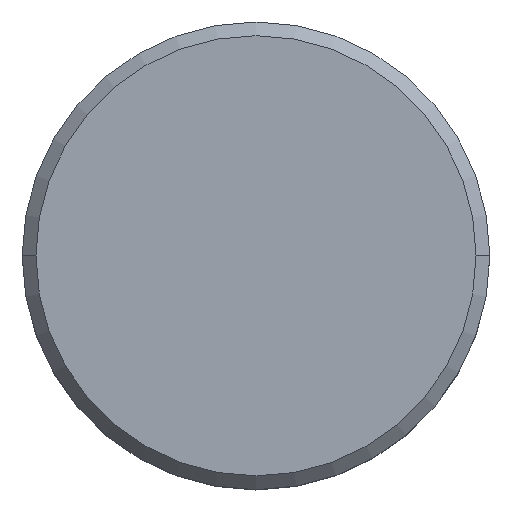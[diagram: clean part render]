
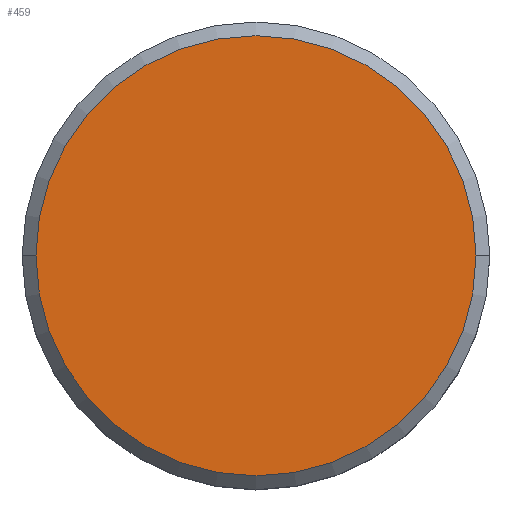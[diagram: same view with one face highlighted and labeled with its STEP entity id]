
A CAD part, top view. The second image highlights one B-rep face of the part: STEP entity #459.
In plain terms, the highlighted planar face has unit normal (0, 0, 1).
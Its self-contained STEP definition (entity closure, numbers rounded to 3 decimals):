
#24 = AXIS2_PLACEMENT_3D ( 'NONE', #455, #145, #466 ) ;
#69 = CARTESIAN_POINT ( 'NONE',  ( 0., 0., 0. ) ) ;
#104 = AXIS2_PLACEMENT_3D ( 'NONE', #109, #248, #111 ) ;
#109 = CARTESIAN_POINT ( 'NONE',  ( 0., 0., 0. ) ) ;
#111 = DIRECTION ( 'NONE',  ( 1., 0., 0. ) ) ;
#128 = FACE_OUTER_BOUND ( 'NONE', #180, .T. ) ;
#145 = DIRECTION ( 'NONE',  ( 0., 0., 1. ) ) ;
#156 = VERTEX_POINT ( 'NONE', #568 ) ;
#171 = VERTEX_POINT ( 'NONE', #572 ) ;
#180 = EDGE_LOOP ( 'NONE', ( #581, #441 ) ) ;
#248 = DIRECTION ( 'NONE',  ( 0., 0., 1. ) ) ;
#307 = EDGE_CURVE ( 'NONE', #171, #156, #543, .T. ) ;
#322 = PLANE ( 'NONE',  #24 ) ;
#333 = AXIS2_PLACEMENT_3D ( 'NONE', #69, #588, #398 ) ;
#334 = CIRCLE ( 'NONE', #104, 8. ) ;
#398 = DIRECTION ( 'NONE',  ( 1., 0., 0. ) ) ;
#441 = ORIENTED_EDGE ( 'NONE', *, *, #566, .T. ) ;
#455 = CARTESIAN_POINT ( 'NONE',  ( 0., 0., 0. ) ) ;
#459 = ADVANCED_FACE ( 'NONE', ( #128 ), #322, .T. ) ;
#466 = DIRECTION ( 'NONE',  ( 1., 0., 0. ) ) ;
#543 = CIRCLE ( 'NONE', #333, 8. ) ;
#566 = EDGE_CURVE ( 'NONE', #156, #171, #334, .T. ) ;
#568 = CARTESIAN_POINT ( 'NONE',  ( 8., 0., 0. ) ) ;
#572 = CARTESIAN_POINT ( 'NONE',  ( -8., 0., 0. ) ) ;
#581 = ORIENTED_EDGE ( 'NONE', *, *, #307, .T. ) ;
#588 = DIRECTION ( 'NONE',  ( 0., 0., 1. ) ) ;
